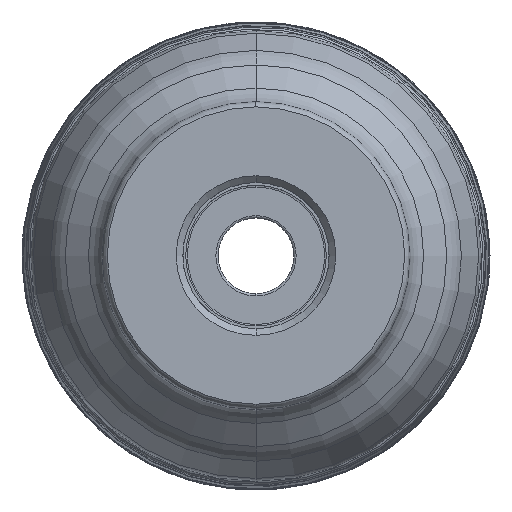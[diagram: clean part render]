
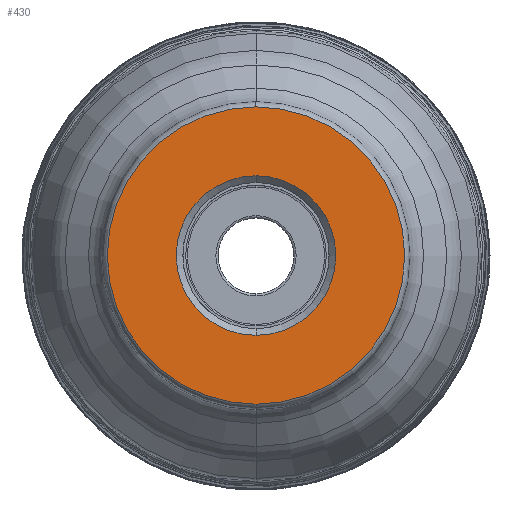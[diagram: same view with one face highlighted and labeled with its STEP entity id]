
A CAD part, top view. The second image highlights one B-rep face of the part: STEP entity #430.
In plain terms, the highlighted planar face has unit normal (0, 0, 1).
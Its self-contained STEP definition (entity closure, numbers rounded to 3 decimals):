
#163=PLANE('',#3946);
#175=FACE_BOUND('',#856,.T.);
#176=FACE_BOUND('',#857,.T.);
#430=ADVANCED_FACE('',(#175,#176),#163,.T.);
#856=EDGE_LOOP('',(#1616,#1617,#1618,#1619));
#857=EDGE_LOOP('',(#1620,#1621));
#1616=ORIENTED_EDGE('',*,*,#2438,.T.);
#1617=ORIENTED_EDGE('',*,*,#2439,.T.);
#1618=ORIENTED_EDGE('',*,*,#2440,.F.);
#1619=ORIENTED_EDGE('',*,*,#2441,.F.);
#1620=ORIENTED_EDGE('',*,*,#2435,.F.);
#1621=ORIENTED_EDGE('',*,*,#2437,.F.);
#2008=VERTEX_POINT('',#7549);
#2009=VERTEX_POINT('',#7551);
#2010=VERTEX_POINT('',#7557);
#2011=VERTEX_POINT('',#7558);
#2012=VERTEX_POINT('',#7560);
#2013=VERTEX_POINT('',#7562);
#2435=EDGE_CURVE('',#2008,#2009,#2960,.T.);
#2437=EDGE_CURVE('',#2009,#2008,#2961,.T.);
#2438=EDGE_CURVE('',#2010,#2011,#2962,.T.);
#2439=EDGE_CURVE('',#2011,#2012,#2963,.T.);
#2440=EDGE_CURVE('',#2013,#2012,#2964,.T.);
#2441=EDGE_CURVE('',#2010,#2013,#2965,.T.);
#2960=CIRCLE('',#3938,14.4);
#2961=CIRCLE('',#3940,14.4);
#2962=CIRCLE('',#3942,26.834);
#2963=CIRCLE('',#3943,26.834);
#2964=CIRCLE('',#3944,26.834);
#2965=CIRCLE('',#3945,26.834);
#3938=AXIS2_PLACEMENT_3D('',#7550,#5010,#5011);
#3940=AXIS2_PLACEMENT_3D('',#7554,#5015,#5016);
#3942=AXIS2_PLACEMENT_3D('',#7556,#5019,#5020);
#3943=AXIS2_PLACEMENT_3D('',#7559,#5021,#5022);
#3944=AXIS2_PLACEMENT_3D('',#7561,#5023,#5024);
#3945=AXIS2_PLACEMENT_3D('',#7563,#5025,#5026);
#3946=AXIS2_PLACEMENT_3D('',#7564,#5027,#5028);
#5010=DIRECTION('',(0.,0.,1.));
#5011=DIRECTION('',(0.,-1.,0.));
#5015=DIRECTION('',(0.,0.,1.));
#5016=DIRECTION('',(0.,1.,0.));
#5019=DIRECTION('',(0.,0.,1.));
#5020=DIRECTION('',(0.,-1.,0.));
#5021=DIRECTION('',(0.,0.,1.));
#5022=DIRECTION('',(0.,-1.,0.));
#5023=DIRECTION('',(0.,0.,-1.));
#5024=DIRECTION('',(0.,1.,0.));
#5025=DIRECTION('',(0.,0.,-1.));
#5026=DIRECTION('',(0.,1.,0.));
#5027=DIRECTION('',(0.,0.,1.));
#5028=DIRECTION('',(0.,-1.,0.));
#7549=CARTESIAN_POINT('',(0.,-14.4,0.));
#7550=CARTESIAN_POINT('',(0.,0.,0.));
#7551=CARTESIAN_POINT('',(0.,14.4,0.));
#7554=CARTESIAN_POINT('',(0.,0.,0.));
#7556=CARTESIAN_POINT('',(0.,0.,0.));
#7557=CARTESIAN_POINT('',(-0.016,26.834,0.));
#7558=CARTESIAN_POINT('',(0.,-26.834,0.));
#7559=CARTESIAN_POINT('',(0.,0.,0.));
#7560=CARTESIAN_POINT('',(0.016,-26.834,0.));
#7561=CARTESIAN_POINT('',(0.,0.,0.));
#7562=CARTESIAN_POINT('',(0.,26.834,0.));
#7563=CARTESIAN_POINT('',(0.,0.,0.));
#7564=CARTESIAN_POINT('',(0.,0.,0.));
